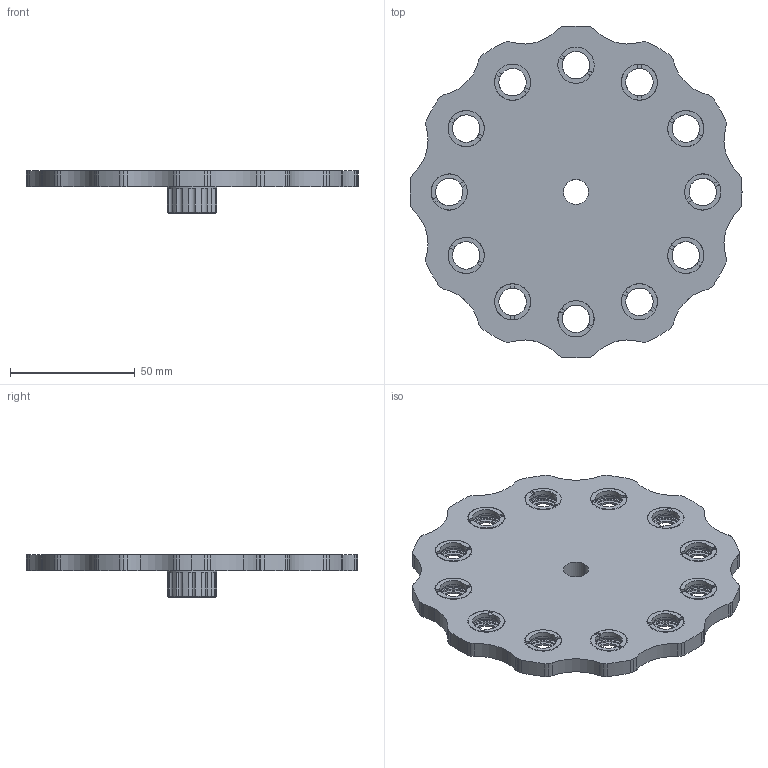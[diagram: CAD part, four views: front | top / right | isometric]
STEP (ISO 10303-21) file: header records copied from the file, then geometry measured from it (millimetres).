
FILE_DESCRIPTION (( 'STEP AP203' ), '1' );
FILE_NAME ('Web Model 58183_Default.step', '2019-06-07T15:20:49', ( '' ), ( '' ), 'SwSTEP 2.0', 'SolidWorks 2018', '' );
FILE_SCHEMA (( 'CONFIG_CONTROL_DESIGN' ));
Length unit declared in the file: millimetre
Products named in the file (1): Web Model 58183_Default
Bounding box: 133 x 132.96 x 17.2 mm (x, y, z)
Volume: 74849 mm3; surface area: 35315.1 mm2
Topology: 13 solids, 13 shells, 533 faces, 1396 edges, 914 vertices
Faces by surface type: cylinder 283, plane 159, cone 91
Entity records: 16989 total; most frequent: DIRECTION 3186, CARTESIAN_POINT 3060, ORIENTED_EDGE 2792, EDGE_CURVE 1396, AXIS2_PLACEMENT_3D 1328, VERTEX_POINT 914, CIRCLE 794, EDGE_LOOP 608
